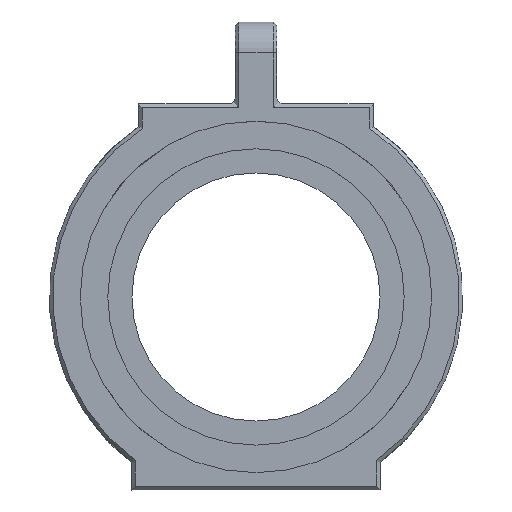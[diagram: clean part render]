
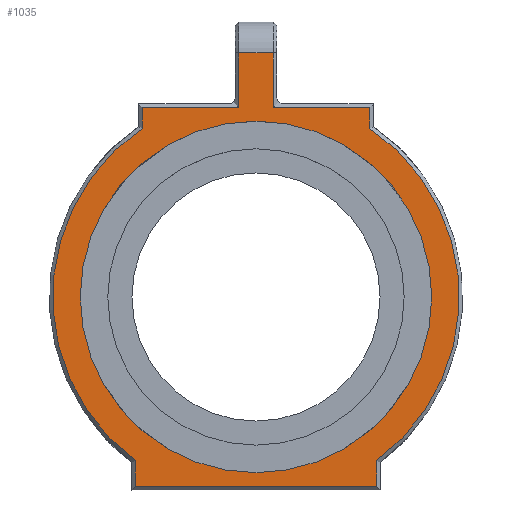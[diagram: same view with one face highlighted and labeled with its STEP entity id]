
A CAD part, top view. The second image highlights one B-rep face of the part: STEP entity #1035.
In plain terms, the highlighted planar face has unit normal (0, 0, 1).
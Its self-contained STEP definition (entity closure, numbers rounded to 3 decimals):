
#52=CIRCLE('',#1121,29.5);
#53=CIRCLE('',#1122,29.5);
#54=CIRCLE('',#1123,25.5);
#147=ORIENTED_EDGE('',*,*,#429,.T.);
#148=ORIENTED_EDGE('',*,*,#430,.T.);
#149=ORIENTED_EDGE('',*,*,#431,.T.);
#150=ORIENTED_EDGE('',*,*,#432,.T.);
#151=ORIENTED_EDGE('',*,*,#433,.T.);
#152=ORIENTED_EDGE('',*,*,#434,.T.);
#153=ORIENTED_EDGE('',*,*,#435,.T.);
#154=ORIENTED_EDGE('',*,*,#436,.T.);
#155=ORIENTED_EDGE('',*,*,#437,.T.);
#156=ORIENTED_EDGE('',*,*,#438,.T.);
#157=ORIENTED_EDGE('',*,*,#439,.T.);
#158=ORIENTED_EDGE('',*,*,#440,.T.);
#159=ORIENTED_EDGE('',*,*,#441,.F.);
#429=EDGE_CURVE('',#568,#569,#653,.T.);
#430=EDGE_CURVE('',#569,#570,#654,.T.);
#431=EDGE_CURVE('',#570,#571,#655,.F.);
#432=EDGE_CURVE('',#571,#572,#656,.T.);
#433=EDGE_CURVE('',#572,#573,#657,.T.);
#434=EDGE_CURVE('',#573,#574,#658,.T.);
#435=EDGE_CURVE('',#574,#575,#52,.T.);
#436=EDGE_CURVE('',#575,#576,#659,.T.);
#437=EDGE_CURVE('',#576,#577,#660,.T.);
#438=EDGE_CURVE('',#577,#578,#661,.T.);
#439=EDGE_CURVE('',#578,#579,#53,.T.);
#440=EDGE_CURVE('',#579,#568,#662,.T.);
#441=EDGE_CURVE('',#580,#580,#54,.T.);
#568=VERTEX_POINT('',#1659);
#569=VERTEX_POINT('',#1660);
#570=VERTEX_POINT('',#1662);
#571=VERTEX_POINT('',#1664);
#572=VERTEX_POINT('',#1666);
#573=VERTEX_POINT('',#1668);
#574=VERTEX_POINT('',#1670);
#575=VERTEX_POINT('',#1672);
#576=VERTEX_POINT('',#1674);
#577=VERTEX_POINT('',#1676);
#578=VERTEX_POINT('',#1678);
#579=VERTEX_POINT('',#1680);
#580=VERTEX_POINT('',#1683);
#653=LINE('',#1658,#752);
#654=LINE('',#1661,#753);
#655=LINE('',#1663,#754);
#656=LINE('',#1665,#755);
#657=LINE('',#1667,#756);
#658=LINE('',#1669,#757);
#659=LINE('',#1673,#758);
#660=LINE('',#1675,#759);
#661=LINE('',#1677,#760);
#662=LINE('',#1681,#761);
#752=VECTOR('',#1278,1000.);
#753=VECTOR('',#1279,1000.);
#754=VECTOR('',#1280,1000.);
#755=VECTOR('',#1281,1000.);
#756=VECTOR('',#1282,1000.);
#757=VECTOR('',#1283,1000.);
#758=VECTOR('',#1286,1000.);
#759=VECTOR('',#1287,1000.);
#760=VECTOR('',#1288,1000.);
#761=VECTOR('',#1291,1000.);
#832=EDGE_LOOP('',(#147,#148,#149,#150,#151,#152,#153,#154,#155,#156,#157,
#158));
#833=EDGE_LOOP('',(#159));
#917=FACE_BOUND('',#832,.T.);
#918=FACE_BOUND('',#833,.T.);
#992=PLANE('',#1120);
#1035=ADVANCED_FACE('',(#917,#918),#992,.T.);
#1120=AXIS2_PLACEMENT_3D('',#1657,#1276,#1277);
#1121=AXIS2_PLACEMENT_3D('',#1671,#1284,#1285);
#1122=AXIS2_PLACEMENT_3D('',#1679,#1289,#1290);
#1123=AXIS2_PLACEMENT_3D('',#1682,#1292,#1293);
#1276=DIRECTION('',(0.,0.,1.));
#1277=DIRECTION('',(1.,0.,0.));
#1278=DIRECTION('',(-1.,0.,0.));
#1279=DIRECTION('',(0.,1.,0.));
#1280=DIRECTION('',(1.,0.,0.));
#1281=DIRECTION('',(0.,-1.,0.));
#1282=DIRECTION('',(-1.,0.,0.));
#1283=DIRECTION('',(0.,-1.,0.));
#1284=DIRECTION('',(0.,0.,1.));
#1285=DIRECTION('',(1.,0.,0.));
#1286=DIRECTION('',(0.,-1.,0.));
#1287=DIRECTION('',(1.,0.,0.));
#1288=DIRECTION('',(0.,1.,0.));
#1289=DIRECTION('',(0.,0.,1.));
#1290=DIRECTION('',(1.,0.,0.));
#1291=DIRECTION('',(0.,1.,0.));
#1292=DIRECTION('',(0.,0.,1.));
#1293=DIRECTION('',(1.,0.,0.));
#1657=CARTESIAN_POINT('',(-199.998,150.,3.75));
#1658=CARTESIAN_POINT('',(-199.998,27.502,3.75));
#1659=CARTESIAN_POINT('',(16.502,27.502,3.75));
#1660=CARTESIAN_POINT('',(2.502,27.502,3.75));
#1661=CARTESIAN_POINT('',(2.502,35.395,3.75));
#1662=CARTESIAN_POINT('',(2.502,35.395,3.75));
#1663=CARTESIAN_POINT('',(-2.998,35.395,3.75));
#1664=CARTESIAN_POINT('',(-2.498,35.395,3.75));
#1665=CARTESIAN_POINT('',(-2.498,150.,3.75));
#1666=CARTESIAN_POINT('',(-2.498,27.502,3.75));
#1667=CARTESIAN_POINT('',(-199.998,27.502,3.75));
#1668=CARTESIAN_POINT('',(-16.498,27.502,3.75));
#1669=CARTESIAN_POINT('',(-16.498,150.,3.75));
#1670=CARTESIAN_POINT('',(-16.498,24.456,3.75));
#1671=CARTESIAN_POINT('',(0.002,0.002,3.75));
#1672=CARTESIAN_POINT('',(-17.498,-23.747,3.75));
#1673=CARTESIAN_POINT('',(-17.498,150.,3.75));
#1674=CARTESIAN_POINT('',(-17.498,-27.498,3.75));
#1675=CARTESIAN_POINT('',(18.002,-27.498,3.75));
#1676=CARTESIAN_POINT('',(17.502,-27.498,3.75));
#1677=CARTESIAN_POINT('',(17.502,150.,3.75));
#1678=CARTESIAN_POINT('',(17.502,-23.747,3.75));
#1679=CARTESIAN_POINT('',(0.002,0.002,3.75));
#1680=CARTESIAN_POINT('',(16.502,24.456,3.75));
#1681=CARTESIAN_POINT('',(16.502,150.,3.75));
#1682=CARTESIAN_POINT('',(0.,0.,3.75));
#1683=CARTESIAN_POINT('',(25.5,0.,3.75));
